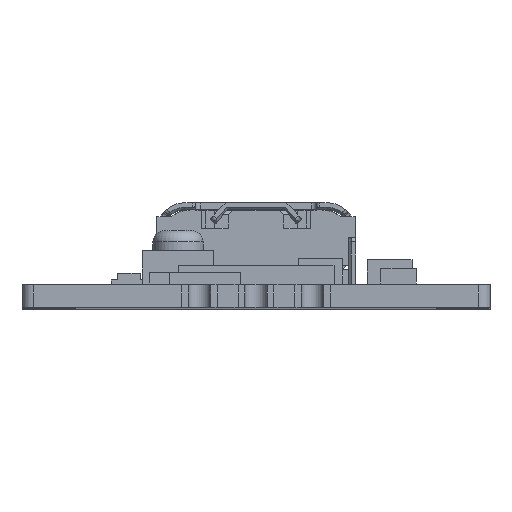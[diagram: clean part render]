
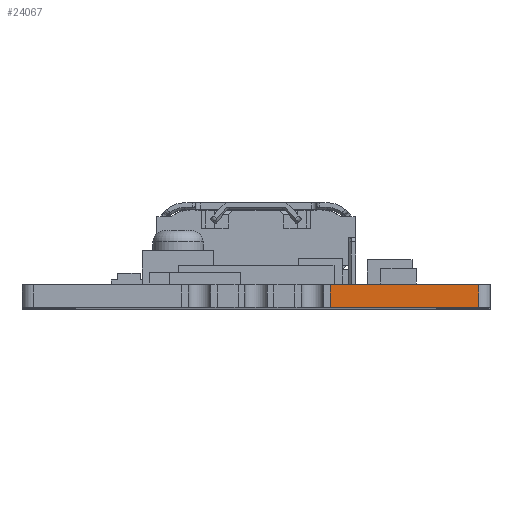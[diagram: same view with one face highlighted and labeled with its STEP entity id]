
A CAD part, top view. The second image highlights one B-rep face of the part: STEP entity #24067.
In plain terms, the highlighted planar face has unit normal (0, 0, 1).
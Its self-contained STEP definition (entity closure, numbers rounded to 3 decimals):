
#897=PLANE('',#25721);
#1892=FACE_OUTER_BOUND('',#3170,.T.);
#3170=EDGE_LOOP('',(#17410,#17411,#17412,#17413));
#4669=LINE('',#35329,#7405);
#4670=LINE('',#35331,#7406);
#4671=LINE('',#35333,#7407);
#4672=LINE('',#35334,#7408);
#7405=VECTOR('',#28554,1000.);
#7406=VECTOR('',#28555,1000.);
#7407=VECTOR('',#28556,1000.);
#7408=VECTOR('',#28557,1000.);
#10949=VERTEX_POINT('',#35327);
#10950=VERTEX_POINT('',#35328);
#10951=VERTEX_POINT('',#35330);
#10952=VERTEX_POINT('',#35332);
#13507=EDGE_CURVE('',#10949,#10950,#4669,.T.);
#13508=EDGE_CURVE('',#10949,#10951,#4670,.T.);
#13509=EDGE_CURVE('',#10951,#10952,#4671,.T.);
#13510=EDGE_CURVE('',#10950,#10952,#4672,.T.);
#17410=ORIENTED_EDGE('',*,*,#13507,.F.);
#17411=ORIENTED_EDGE('',*,*,#13508,.T.);
#17412=ORIENTED_EDGE('',*,*,#13509,.T.);
#17413=ORIENTED_EDGE('',*,*,#13510,.F.);
#24067=ADVANCED_FACE('',(#1892),#897,.F.);
#25721=AXIS2_PLACEMENT_3D('',#35326,#28552,#28553);
#28552=DIRECTION('center_axis',(0.,0.,-1.));
#28553=DIRECTION('ref_axis',(0.,-1.,0.));
#28554=DIRECTION('',(1.,0.,0.));
#28555=DIRECTION('',(0.,-1.,0.));
#28556=DIRECTION('',(1.,0.,0.));
#28557=DIRECTION('',(0.,-1.,0.));
#35326=CARTESIAN_POINT('Origin',(0.5,0.5,0.));
#35327=CARTESIAN_POINT('',(13.84,0.5,0.));
#35328=CARTESIAN_POINT('',(20.5,0.5,0.));
#35329=CARTESIAN_POINT('',(0.5,0.5,0.));
#35330=CARTESIAN_POINT('',(13.84,-0.5,0.));
#35331=CARTESIAN_POINT('',(13.84,0.5,0.));
#35332=CARTESIAN_POINT('',(20.5,-0.5,0.));
#35333=CARTESIAN_POINT('',(0.5,-0.5,0.));
#35334=CARTESIAN_POINT('',(20.5,0.5,0.));
